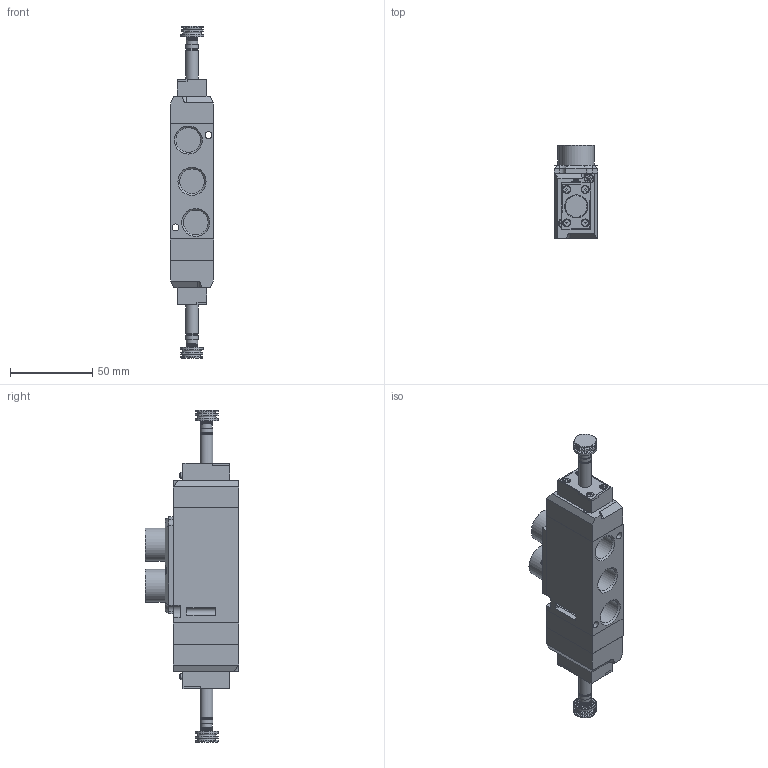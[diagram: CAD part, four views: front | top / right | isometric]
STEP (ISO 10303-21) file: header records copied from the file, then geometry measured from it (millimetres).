
FILE_DESCRIPTION(/* description */ (''),/* implementation_level */ '2;1');
FILE_NAME(/* name */ 'YPC-SCE533D-F5-P.stp',/* time_stamp */ '2017-10-27T12:24:31+02:00',/* author */ (''),/* organization */ (''),/* preprocessor_version */ 'ST-DEVELOPER v15.2',/* originating_system */ 'Autodesk Translator Framework v2.0.0.5431',/* authorisation */ '');
FILE_SCHEMA (('AUTOMOTIVE_DESIGN { 1 0 10303 214 3 1 1 }'));
Length unit declared in the file: centimetre
Products named in the file (1): (Unsaved)
Bounding box: 26.5 x 56.5 x 201.4 mm (x, y, z)
Volume: 129308.4 mm3; surface area: 44222.1 mm2
Topology: 13 solids, 13 shells, 705 faces, 1843 edges, 1233 vertices
Faces by surface type: plane 467, cylinder 195, cone 35, torus 4, bspline 4
Full cylindrical faces by diameter (mm): 3.6 x2, 3.7 x2, 4 x2, 4.2 x4, 4.5 x8, 4.8 x8, 5.3 x4, 5.5 x8, 6.5 x2, 7 x20, 7.8 x4, 8.6 x2, 10.6 x2, 14 x2, 15 x7, 20 x2
Entity records: 23661 total; most frequent: CARTESIAN_POINT 7022, ORIENTED_EDGE 3454, DIRECTION 3278, EDGE_CURVE 1727, VERTEX_POINT 1221, LINE 1140, VECTOR 1140, AXIS2_PLACEMENT_3D 1069
